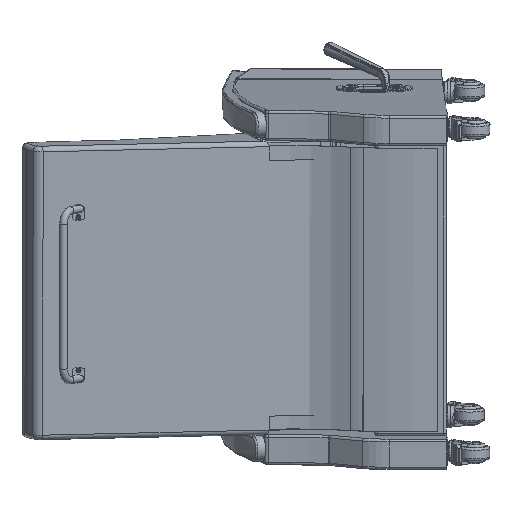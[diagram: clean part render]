
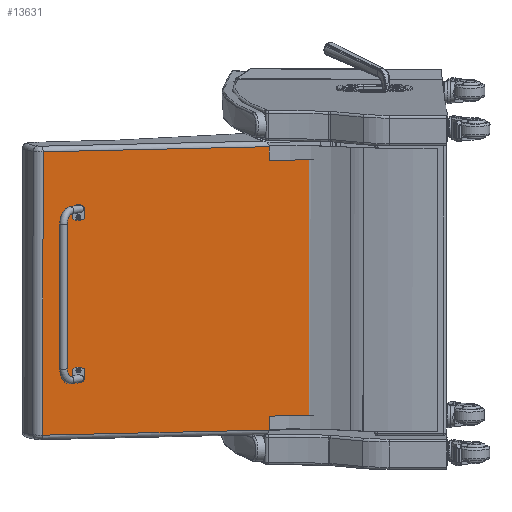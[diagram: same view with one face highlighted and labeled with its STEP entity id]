
A CAD part, left-side view. The second image highlights one B-rep face of the part: STEP entity #13631.
In plain terms, the highlighted face is planar.
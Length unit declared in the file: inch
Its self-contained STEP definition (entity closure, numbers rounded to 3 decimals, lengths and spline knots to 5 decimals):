
#2733=FACE_OUTER_BOUND('',#3615,.T.);
#3615=EDGE_LOOP('',(#11231,#11232,#11233,#11234,#11235,#11236,#11237,#11238));
#4553=LINE('',#29343,#5399);
#4558=LINE('',#29370,#5404);
#4559=LINE('',#29374,#5405);
#4560=LINE('',#29376,#5406);
#4561=LINE('',#29378,#5407);
#4562=LINE('',#29380,#5408);
#4563=LINE('',#29382,#5409);
#4564=LINE('',#29383,#5410);
#5399=VECTOR('',#18461,0.3937);
#5404=VECTOR('',#18486,0.3937);
#5405=VECTOR('',#18491,0.3937);
#5406=VECTOR('',#18492,0.3937);
#5407=VECTOR('',#18493,0.3937);
#5408=VECTOR('',#18494,0.3937);
#5409=VECTOR('',#18495,0.3937);
#5410=VECTOR('',#18496,0.3937);
#6429=VERTEX_POINT('',#29316);
#6434=VERTEX_POINT('',#29334);
#6448=VERTEX_POINT('',#29369);
#6449=VERTEX_POINT('',#29373);
#6450=VERTEX_POINT('',#29375);
#6451=VERTEX_POINT('',#29377);
#6452=VERTEX_POINT('',#29379);
#6453=VERTEX_POINT('',#29381);
#8115=EDGE_CURVE('',#6434,#6429,#4553,.T.);
#8128=EDGE_CURVE('',#6429,#6448,#4558,.T.);
#8130=EDGE_CURVE('',#6449,#6434,#4559,.T.);
#8131=EDGE_CURVE('',#6449,#6450,#4560,.T.);
#8132=EDGE_CURVE('',#6450,#6451,#4561,.T.);
#8133=EDGE_CURVE('',#6452,#6451,#4562,.T.);
#8134=EDGE_CURVE('',#6452,#6453,#4563,.T.);
#8135=EDGE_CURVE('',#6453,#6448,#4564,.T.);
#11231=ORIENTED_EDGE('',*,*,#8115,.F.);
#11232=ORIENTED_EDGE('',*,*,#8130,.F.);
#11233=ORIENTED_EDGE('',*,*,#8131,.T.);
#11234=ORIENTED_EDGE('',*,*,#8132,.T.);
#11235=ORIENTED_EDGE('',*,*,#8133,.F.);
#11236=ORIENTED_EDGE('',*,*,#8134,.T.);
#11237=ORIENTED_EDGE('',*,*,#8135,.T.);
#11238=ORIENTED_EDGE('',*,*,#8128,.F.);
#13007=PLANE('',#15279);
#13631=ADVANCED_FACE('',(#2733),#13007,.T.);
#15279=AXIS2_PLACEMENT_3D('',#29372,#18489,#18490);
#18461=DIRECTION('',(0.,0.,-1.));
#18486=DIRECTION('',(-0.438,-0.899,0.));
#18489=DIRECTION('center_axis',(0.899,-0.438,0.));
#18490=DIRECTION('ref_axis',(0.438,0.899,0.));
#18491=DIRECTION('',(0.438,0.899,0.));
#18492=DIRECTION('',(0.,0.,-1.));
#18493=DIRECTION('',(-0.438,-0.899,0.));
#18494=DIRECTION('',(0.,0.,1.));
#18495=DIRECTION('',(0.438,0.899,0.));
#18496=DIRECTION('',(0.,0.,-1.));
#29316=CARTESIAN_POINT('',(6.82633,16.47556,-14.));
#29334=CARTESIAN_POINT('',(6.82633,16.47556,14.));
#29343=CARTESIAN_POINT('',(6.82633,16.47556,0.));
#29369=CARTESIAN_POINT('',(-3.08825,-3.86651,-14.));
#29370=CARTESIAN_POINT('',(-2.42546,-2.50665,-14.));
#29372=CARTESIAN_POINT('Origin',(-5.46189,-8.7366,0.));
#29373=CARTESIAN_POINT('',(-3.08825,-3.86651,14.));
#29374=CARTESIAN_POINT('',(-2.42546,-2.50665,14.));
#29375=CARTESIAN_POINT('',(-3.08825,-3.86651,12.625));
#29376=CARTESIAN_POINT('',(-3.08825,-3.86651,6.0625));
#29377=CARTESIAN_POINT('',(-5.46189,-8.7366,12.625));
#29378=CARTESIAN_POINT('',(-4.95239,-7.69123,12.625));
#29379=CARTESIAN_POINT('',(-5.46189,-8.7366,-12.625));
#29380=CARTESIAN_POINT('',(-5.46189,-8.7366,0.));
#29381=CARTESIAN_POINT('',(-3.08825,-3.86651,-12.625));
#29382=CARTESIAN_POINT('',(-4.95239,-7.69123,-12.625));
#29383=CARTESIAN_POINT('',(-3.08825,-3.86651,-6.0625));
